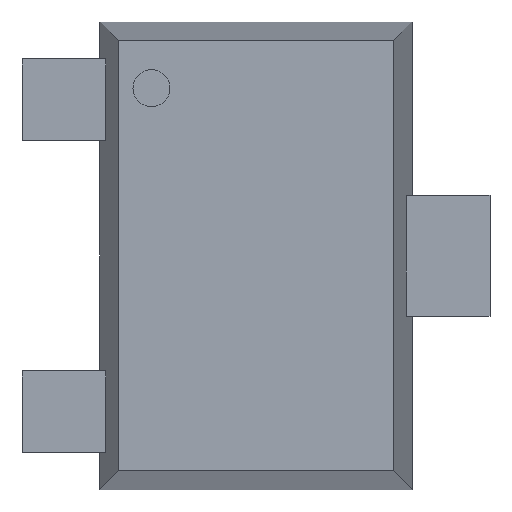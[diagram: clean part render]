
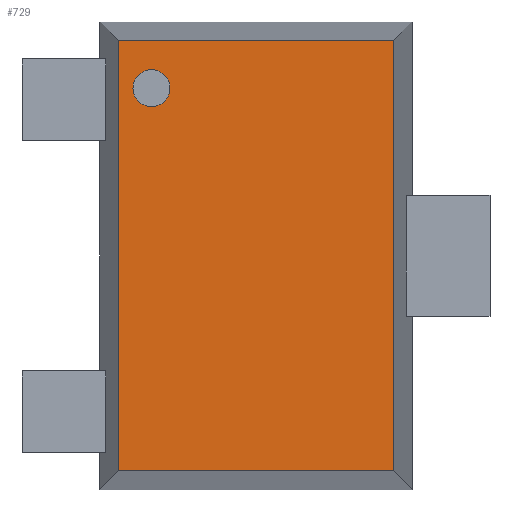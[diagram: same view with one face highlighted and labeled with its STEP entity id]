
A CAD part, top view. The second image highlights one B-rep face of the part: STEP entity #729.
In plain terms, the highlighted planar face has unit normal (0, 0, 1).
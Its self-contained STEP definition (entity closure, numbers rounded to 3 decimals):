
#474 = VERTEX_POINT('',#475);
#475 = CARTESIAN_POINT('',(-0.316,0.429,0.55));
#481 = EDGE_CURVE('',#482,#474,#484,.T.);
#482 = VERTEX_POINT('',#483);
#483 = CARTESIAN_POINT('',(-0.221,0.429,0.55));
#484 = CIRCLE('',#485,0.048);
#485 = AXIS2_PLACEMENT_3D('',#486,#487,#488);
#486 = CARTESIAN_POINT('',(-0.268,0.429,0.55));
#487 = DIRECTION('',(0.,0.,1.));
#488 = DIRECTION('',(-1.,0.,0.));
#524 = VERTEX_POINT('',#525);
#525 = CARTESIAN_POINT('',(-0.352,0.552,0.55));
#531 = EDGE_CURVE('',#532,#524,#534,.T.);
#532 = VERTEX_POINT('',#533);
#533 = CARTESIAN_POINT('',(0.352,0.552,0.55));
#534 = LINE('',#535,#536);
#535 = CARTESIAN_POINT('',(-0.4,0.552,0.55));
#536 = VECTOR('',#537,1.);
#537 = DIRECTION('',(-1.,0.,0.));
#626 = VERTEX_POINT('',#627);
#627 = CARTESIAN_POINT('',(-0.352,-0.552,0.55));
#633 = EDGE_CURVE('',#524,#626,#634,.T.);
#634 = LINE('',#635,#636);
#635 = CARTESIAN_POINT('',(-0.352,-0.6,0.55));
#636 = VECTOR('',#637,1.);
#637 = DIRECTION('',(0.,-1.,0.));
#657 = VERTEX_POINT('',#658);
#658 = CARTESIAN_POINT('',(0.352,-0.552,0.55));
#664 = EDGE_CURVE('',#626,#657,#665,.T.);
#665 = LINE('',#666,#667);
#666 = CARTESIAN_POINT('',(-0.4,-0.552,0.55));
#667 = VECTOR('',#668,1.);
#668 = DIRECTION('',(1.,0.,0.));
#704 = EDGE_CURVE('',#657,#532,#705,.T.);
#705 = LINE('',#706,#707);
#706 = CARTESIAN_POINT('',(0.352,-0.6,0.55));
#707 = VECTOR('',#708,1.);
#708 = DIRECTION('',(0.,1.,0.));
#729 = ADVANCED_FACE('',(#730,#740),#746,.T.);
#730 = FACE_BOUND('',#731,.T.);
#731 = EDGE_LOOP('',(#732,#739));
#732 = ORIENTED_EDGE('',*,*,#733,.F.);
#733 = EDGE_CURVE('',#474,#482,#734,.T.);
#734 = CIRCLE('',#735,0.048);
#735 = AXIS2_PLACEMENT_3D('',#736,#737,#738);
#736 = CARTESIAN_POINT('',(-0.268,0.429,0.55));
#737 = DIRECTION('',(0.,0.,1.));
#738 = DIRECTION('',(-1.,0.,0.));
#739 = ORIENTED_EDGE('',*,*,#481,.F.);
#740 = FACE_BOUND('',#741,.T.);
#741 = EDGE_LOOP('',(#742,#743,#744,#745));
#742 = ORIENTED_EDGE('',*,*,#531,.T.);
#743 = ORIENTED_EDGE('',*,*,#633,.T.);
#744 = ORIENTED_EDGE('',*,*,#664,.T.);
#745 = ORIENTED_EDGE('',*,*,#704,.T.);
#746 = PLANE('',#747);
#747 = AXIS2_PLACEMENT_3D('',#748,#749,#750);
#748 = CARTESIAN_POINT('',(0.,0.,0.55));
#749 = DIRECTION('',(0.,0.,1.));
#750 = DIRECTION('',(-1.,0.,0.));
